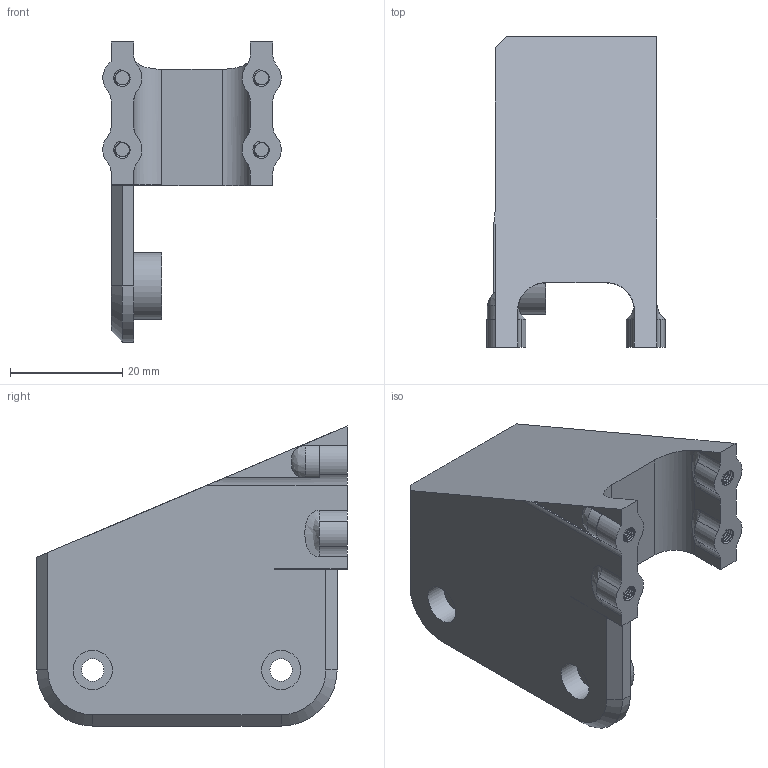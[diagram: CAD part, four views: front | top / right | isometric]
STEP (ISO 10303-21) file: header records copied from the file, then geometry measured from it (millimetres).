
FILE_DESCRIPTION(/* description */ (''),/* implementation_level */ '2;1');
FILE_NAME(/* name */ 'X-Axis Distal Railing Frame Mount(4x).step',/* time_stamp */ '2022-05-21T15:06:31-07:00',/* author */ (''),/* organization */ (''),/* preprocessor_version */ 'ST-DEVELOPER v18.1',/* originating_system */ 'Autodesk Translation Framework v10.14.0.1471',/* authorisation */ '');
FILE_SCHEMA (('AUTOMOTIVE_DESIGN { 1 0 10303 214 3 1 1 }'));
Length unit declared in the file: millimetre
Products named in the file (1): X-Axis Distal Railing Frame Mount(4x)
Bounding box: 31.85 x 55.45 x 53.55 mm (x, y, z)
Volume: 23404.5 mm3; surface area: 9568.2 mm2
Topology: 1 solids, 1 shells, 167 faces, 463 edges, 305 vertices
Faces by surface type: cylinder 106, plane 41, bspline 18, cone 2
Full cylindrical faces by diameter (mm): 2.529 x16, 3.086 x8, 4 x2, 7 x2, 11.85 x2
Entity records: 10948 total; most frequent: CARTESIAN_POINT 6972, ORIENTED_EDGE 926, DIRECTION 663, EDGE_CURVE 463, VERTEX_POINT 305, AXIS2_PLACEMENT_3D 236, LINE 191, VECTOR 191
